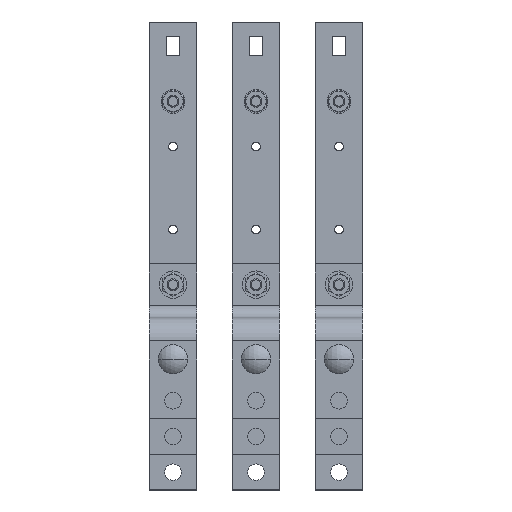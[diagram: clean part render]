
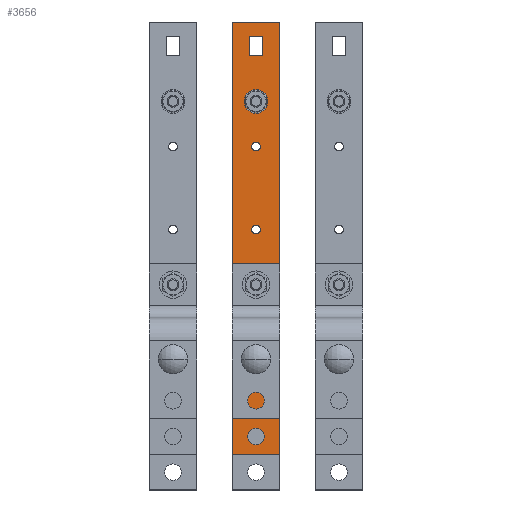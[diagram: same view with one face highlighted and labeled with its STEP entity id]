
A CAD part, top view. The second image highlights one B-rep face of the part: STEP entity #3656.
In plain terms, the highlighted planar face has unit normal (0, 0, 1).
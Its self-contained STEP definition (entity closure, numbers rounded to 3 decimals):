
#3656=ADVANCED_FACE('',(#6660,#6661,#6662,#6663,#6664,#6665,#6666,#6667),#6668,.F.);
#6660=FACE_OUTER_BOUND('',#9578,.T.);
#6661=FACE_BOUND('',#9579,.T.);
#6662=FACE_BOUND('',#9580,.T.);
#6663=FACE_BOUND('',#9581,.T.);
#6664=FACE_BOUND('',#9582,.T.);
#6665=FACE_BOUND('',#9583,.T.);
#6666=FACE_BOUND('',#9584,.T.);
#6667=FACE_BOUND('',#9585,.T.);
#6668=PLANE('',#9586);
#9578=EDGE_LOOP('',(#16112,#16113,#16114,#16115));
#9579=EDGE_LOOP('',(#16116,#16117));
#9580=EDGE_LOOP('',(#16118,#16119));
#9581=EDGE_LOOP('',(#16120,#16121,#16122,#16123));
#9582=EDGE_LOOP('',(#16124,#16125));
#9583=EDGE_LOOP('',(#16126,#16127,#16128,#16129));
#9584=EDGE_LOOP('',(#16130,#16131,#16132,#16133));
#9585=EDGE_LOOP('',(#16134,#16135,#16136,#16137));
#9586=AXIS2_PLACEMENT_3D('',#16138,#16139,#16140);
#16112=ORIENTED_EDGE('',*,*,#20111,.T.);
#16113=ORIENTED_EDGE('',*,*,#20112,.F.);
#16114=ORIENTED_EDGE('',*,*,#20113,.F.);
#16115=ORIENTED_EDGE('',*,*,#20114,.T.);
#16116=ORIENTED_EDGE('',*,*,#20102,.F.);
#16117=ORIENTED_EDGE('',*,*,#20100,.F.);
#16118=ORIENTED_EDGE('',*,*,#20105,.F.);
#16119=ORIENTED_EDGE('',*,*,#20095,.F.);
#16120=ORIENTED_EDGE('',*,*,#20115,.F.);
#16121=ORIENTED_EDGE('',*,*,#20116,.F.);
#16122=ORIENTED_EDGE('',*,*,#20117,.F.);
#16123=ORIENTED_EDGE('',*,*,#20118,.F.);
#16124=ORIENTED_EDGE('',*,*,#20108,.F.);
#16125=ORIENTED_EDGE('',*,*,#20090,.F.);
#16126=ORIENTED_EDGE('',*,*,#20119,.F.);
#16127=ORIENTED_EDGE('',*,*,#20120,.F.);
#16128=ORIENTED_EDGE('',*,*,#20121,.F.);
#16129=ORIENTED_EDGE('',*,*,#20122,.F.);
#16130=ORIENTED_EDGE('',*,*,#20123,.F.);
#16131=ORIENTED_EDGE('',*,*,#20124,.F.);
#16132=ORIENTED_EDGE('',*,*,#20125,.F.);
#16133=ORIENTED_EDGE('',*,*,#20126,.F.);
#16134=ORIENTED_EDGE('',*,*,#20127,.F.);
#16135=ORIENTED_EDGE('',*,*,#20128,.F.);
#16136=ORIENTED_EDGE('',*,*,#20129,.F.);
#16137=ORIENTED_EDGE('',*,*,#20130,.F.);
#16138=CARTESIAN_POINT('',(110.0,394.5,91.));
#16139=DIRECTION('',(0.,0.,-1.0));
#16140=DIRECTION('',(0.,1.0,0.));
#20090=EDGE_CURVE('',#23994,#23990,#23996,.T.);
#20095=EDGE_CURVE('',#24003,#23999,#24005,.T.);
#20100=EDGE_CURVE('',#24012,#24008,#24014,.T.);
#20102=EDGE_CURVE('',#24008,#24012,#24016,.T.);
#20105=EDGE_CURVE('',#23999,#24003,#24019,.T.);
#20108=EDGE_CURVE('',#23990,#23994,#24022,.T.);
#20111=EDGE_CURVE('',#24025,#24026,#24027,.T.);
#20112=EDGE_CURVE('',#24028,#24026,#24029,.T.);
#20113=EDGE_CURVE('',#24030,#24028,#24031,.T.);
#20114=EDGE_CURVE('',#24030,#24025,#24032,.T.);
#20115=EDGE_CURVE('',#24033,#24034,#24035,.T.);
#20116=EDGE_CURVE('',#24036,#24033,#24037,.T.);
#20117=EDGE_CURVE('',#24038,#24036,#24039,.T.);
#20118=EDGE_CURVE('',#24034,#24038,#24040,.T.);
#20119=EDGE_CURVE('',#24041,#24042,#24043,.T.);
#20120=EDGE_CURVE('',#24044,#24041,#24045,.T.);
#20121=EDGE_CURVE('',#24046,#24044,#24047,.T.);
#20122=EDGE_CURVE('',#24042,#24046,#24048,.T.);
#20123=EDGE_CURVE('',#24049,#24050,#24051,.T.);
#20124=EDGE_CURVE('',#24052,#24049,#24053,.T.);
#20125=EDGE_CURVE('',#24054,#24052,#24055,.T.);
#20126=EDGE_CURVE('',#24050,#24054,#24056,.T.);
#20127=EDGE_CURVE('',#24057,#24058,#24059,.T.);
#20128=EDGE_CURVE('',#24060,#24057,#24061,.T.);
#20129=EDGE_CURVE('',#24062,#24060,#24063,.T.);
#20130=EDGE_CURVE('',#24058,#24062,#24064,.T.);
#23990=VERTEX_POINT('',#30596);
#23994=VERTEX_POINT('',#30601);
#23996=CIRCLE('',#30604,7.);
#23999=VERTEX_POINT('',#30607);
#24003=VERTEX_POINT('',#30612);
#24005=CIRCLE('',#30615,3.7);
#24008=VERTEX_POINT('',#30618);
#24012=VERTEX_POINT('',#30623);
#24014=CIRCLE('',#30626,3.7);
#24016=CIRCLE('',#30628,3.7);
#24019=CIRCLE('',#30631,3.7);
#24022=CIRCLE('',#30634,7.);
#24025=VERTEX_POINT('',#30637);
#24026=VERTEX_POINT('',#30638);
#24027=LINE('',#30639,#30640);
#24028=VERTEX_POINT('',#30641);
#24029=LINE('',#30642,#30643);
#24030=VERTEX_POINT('',#30644);
#24031=LINE('',#30645,#30646);
#24032=LINE('',#30647,#30648);
#24033=VERTEX_POINT('',#30649);
#24034=VERTEX_POINT('',#30650);
#24035=LINE('',#30651,#30652);
#24036=VERTEX_POINT('',#30653);
#24037=LINE('',#30654,#30655);
#24038=VERTEX_POINT('',#30656);
#24039=LINE('',#30657,#30658);
#24040=LINE('',#30659,#30660);
#24041=VERTEX_POINT('',#30661);
#24042=VERTEX_POINT('',#30662);
#24043=LINE('',#30663,#30664);
#24044=VERTEX_POINT('',#30665);
#24045=LINE('',#30666,#30667);
#24046=VERTEX_POINT('',#30668);
#24047=LINE('',#30669,#30670);
#24048=LINE('',#30671,#30672);
#24049=VERTEX_POINT('',#30673);
#24050=VERTEX_POINT('',#30674);
#24051=LINE('',#30675,#30676);
#24052=VERTEX_POINT('',#30677);
#24053=LINE('',#30678,#30679);
#24054=VERTEX_POINT('',#30680);
#24055=LINE('',#30681,#30682);
#24056=LINE('',#30683,#30684);
#24057=VERTEX_POINT('',#30685);
#24058=VERTEX_POINT('',#30686);
#24059=LINE('',#30687,#30688);
#24060=VERTEX_POINT('',#30689);
#24061=LINE('',#30690,#30691);
#24062=VERTEX_POINT('',#30692);
#24063=LINE('',#30693,#30694);
#24064=LINE('',#30695,#30696);
#30596=CARTESIAN_POINT('',(90.0,52.0,91.));
#30601=CARTESIAN_POINT('',(90.0,38.0,91.));
#30604=AXIS2_PLACEMENT_3D('',#34485,#34486,#34487);
#30607=CARTESIAN_POINT('',(90.0,293.2,91.));
#30612=CARTESIAN_POINT('',(90.0,285.8,91.));
#30615=AXIS2_PLACEMENT_3D('',#34493,#34494,#34495);
#30618=CARTESIAN_POINT('',(90.0,223.2,91.));
#30623=CARTESIAN_POINT('',(90.0,215.8,91.));
#30626=AXIS2_PLACEMENT_3D('',#34501,#34502,#34503);
#30628=AXIS2_PLACEMENT_3D('',#34504,#34505,#34506);
#30631=AXIS2_PLACEMENT_3D('',#34510,#34511,#34512);
#30634=AXIS2_PLACEMENT_3D('',#34516,#34517,#34518);
#30637=CARTESIAN_POINT('',(70.0,394.5,91.));
#30638=CARTESIAN_POINT('',(70.,30.0,91.));
#30639=CARTESIAN_POINT('',(70.0,394.5,91.));
#30640=VECTOR('',#34522,1000.0);
#30641=CARTESIAN_POINT('',(110.0,30.0,91.));
#30642=CARTESIAN_POINT('',(110.0,30.0,91.));
#30643=VECTOR('',#34523,1000.0);
#30644=CARTESIAN_POINT('',(110.0,394.5,91.));
#30645=CARTESIAN_POINT('',(110.0,394.5,91.));
#30646=VECTOR('',#34524,1000.0);
#30647=CARTESIAN_POINT('',(110.0,394.5,91.));
#30648=VECTOR('',#34525,1000.0);
#30649=CARTESIAN_POINT('',(84.5,118.0,91.));
#30650=CARTESIAN_POINT('',(84.5,102.0,91.));
#30651=CARTESIAN_POINT('',(84.5,102.0,91.));
#30652=VECTOR('',#34526,1000.0);
#30653=CARTESIAN_POINT('',(95.5,118.0,91.));
#30654=CARTESIAN_POINT('',(95.5,118.0,91.));
#30655=VECTOR('',#34527,1000.0);
#30656=CARTESIAN_POINT('',(95.5,102.0,91.));
#30657=CARTESIAN_POINT('',(95.5,102.0,91.));
#30658=VECTOR('',#34528,1000.0);
#30659=CARTESIAN_POINT('',(95.5,102.0,91.));
#30660=VECTOR('',#34529,1000.0);
#30661=CARTESIAN_POINT('',(84.5,181.0,91.));
#30662=CARTESIAN_POINT('',(84.5,165.0,91.));
#30663=CARTESIAN_POINT('',(84.5,165.0,91.));
#30664=VECTOR('',#34530,1000.0);
#30665=CARTESIAN_POINT('',(95.5,181.0,91.));
#30666=CARTESIAN_POINT('',(95.5,181.0,91.));
#30667=VECTOR('',#34531,1000.0);
#30668=CARTESIAN_POINT('',(95.5,165.0,91.));
#30669=CARTESIAN_POINT('',(95.5,165.0,91.));
#30670=VECTOR('',#34532,1000.0);
#30671=CARTESIAN_POINT('',(95.5,165.0,91.));
#30672=VECTOR('',#34533,1000.0);
#30673=CARTESIAN_POINT('',(84.5,382.5,91.));
#30674=CARTESIAN_POINT('',(84.5,366.5,91.));
#30675=CARTESIAN_POINT('',(84.5,366.5,91.));
#30676=VECTOR('',#34534,1000.0);
#30677=CARTESIAN_POINT('',(95.5,382.5,91.));
#30678=CARTESIAN_POINT('',(95.5,382.5,91.));
#30679=VECTOR('',#34535,1000.0);
#30680=CARTESIAN_POINT('',(95.5,366.5,91.));
#30681=CARTESIAN_POINT('',(95.5,366.5,91.));
#30682=VECTOR('',#34536,1000.0);
#30683=CARTESIAN_POINT('',(95.5,366.5,91.));
#30684=VECTOR('',#34537,1000.0);
#30685=CARTESIAN_POINT('',(84.5,335.5,91.));
#30686=CARTESIAN_POINT('',(84.5,319.5,91.));
#30687=CARTESIAN_POINT('',(84.5,319.5,91.));
#30688=VECTOR('',#34538,1000.0);
#30689=CARTESIAN_POINT('',(95.5,335.5,91.));
#30690=CARTESIAN_POINT('',(95.5,335.5,91.));
#30691=VECTOR('',#34539,1000.0);
#30692=CARTESIAN_POINT('',(95.5,319.5,91.));
#30693=CARTESIAN_POINT('',(95.5,319.5,91.));
#30694=VECTOR('',#34540,1000.0);
#30695=CARTESIAN_POINT('',(95.5,319.5,91.));
#30696=VECTOR('',#34541,1000.0);
#34485=CARTESIAN_POINT('',(90.0,45.0,91.));
#34486=DIRECTION('',(0.,0.,1.0));
#34487=DIRECTION('',(0.,1.0,0.));
#34493=CARTESIAN_POINT('',(90.0,289.5,91.));
#34494=DIRECTION('',(0.,0.,1.0));
#34495=DIRECTION('',(0.,1.0,0.));
#34501=CARTESIAN_POINT('',(90.0,219.5,91.));
#34502=DIRECTION('',(0.,0.,1.0));
#34503=DIRECTION('',(0.,1.0,0.));
#34504=CARTESIAN_POINT('',(90.0,219.5,91.));
#34505=DIRECTION('',(0.,0.,1.0));
#34506=DIRECTION('',(0.,1.0,0.));
#34510=CARTESIAN_POINT('',(90.0,289.5,91.));
#34511=DIRECTION('',(0.,0.,1.0));
#34512=DIRECTION('',(0.,1.0,0.));
#34516=CARTESIAN_POINT('',(90.0,45.0,91.));
#34517=DIRECTION('',(0.,0.,1.0));
#34518=DIRECTION('',(0.,1.0,0.));
#34522=DIRECTION('',(0.,-1.0,0.));
#34523=DIRECTION('',(-1.0,0.,0.));
#34524=DIRECTION('',(0.,-1.0,0.));
#34525=DIRECTION('',(-1.0,0.,0.));
#34526=DIRECTION('',(0.,-1.0,0.));
#34527=DIRECTION('',(-1.0,0.,0.));
#34528=DIRECTION('',(0.,1.0,0.));
#34529=DIRECTION('',(1.0,0.,0.));
#34530=DIRECTION('',(0.,-1.0,0.));
#34531=DIRECTION('',(-1.0,0.,0.));
#34532=DIRECTION('',(0.,1.0,0.));
#34533=DIRECTION('',(1.0,0.,0.));
#34534=DIRECTION('',(0.,-1.0,0.));
#34535=DIRECTION('',(-1.0,0.,0.));
#34536=DIRECTION('',(0.,1.0,0.));
#34537=DIRECTION('',(1.0,0.,0.));
#34538=DIRECTION('',(0.,-1.0,0.));
#34539=DIRECTION('',(-1.0,0.,0.));
#34540=DIRECTION('',(0.,1.0,0.));
#34541=DIRECTION('',(1.0,0.,0.));
